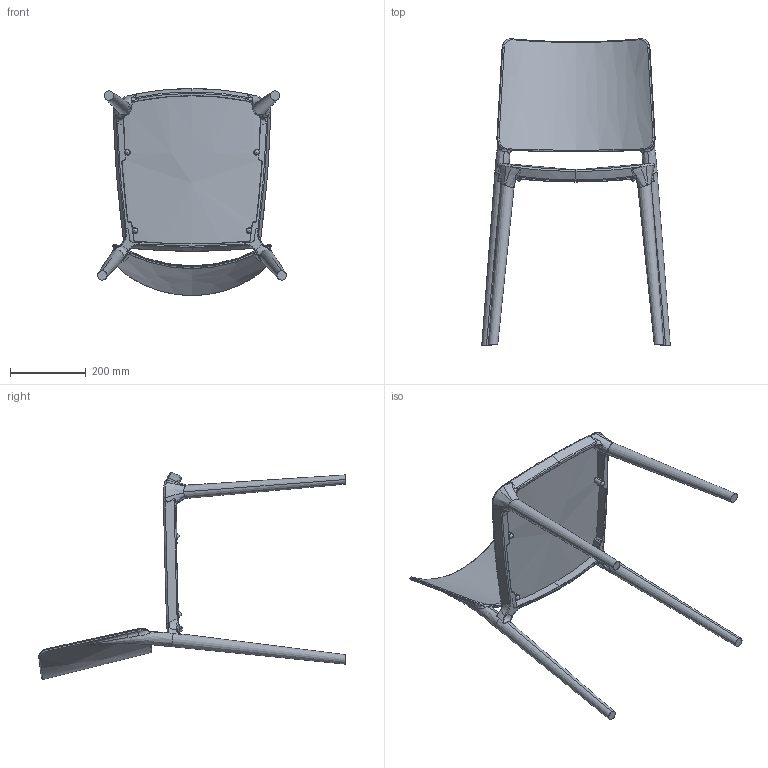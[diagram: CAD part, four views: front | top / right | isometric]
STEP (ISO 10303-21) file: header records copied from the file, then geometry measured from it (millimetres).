
FILE_DESCRIPTION (( 'STEP AP214' ), '1' );
FILE_NAME ('Sera stoel.STEP', '2021-09-20T12:06:00', ( '' ), ( '' ), 'SwSTEP 2.0', 'SolidWorks 2021', '' );
FILE_SCHEMA (( 'AUTOMOTIVE_DESIGN' ));
Length unit declared in the file: millimetre
Products named in the file (1): Sera stoel
Bounding box: 497.73 x 808.67 x 546.14 mm (x, y, z)
Volume: 4277657.6 mm3; surface area: 851754.1 mm2
Topology: 1 solids, 1 shells, 254 faces, 708 edges, 444 vertices
Faces by surface type: bspline 212, cylinder 14, plane 12, cone 10, sphere 6
Entity records: 28566 total; most frequent: CARTESIAN_POINT 24141, ORIENTED_EDGE 1372, EDGE_CURVE 686, B_SPLINE_CURVE_WITH_KNOTS 586, VERTEX_POINT 436, EDGE_LOOP 258, FACE_OUTER_BOUND 254, ADVANCED_FACE 254
